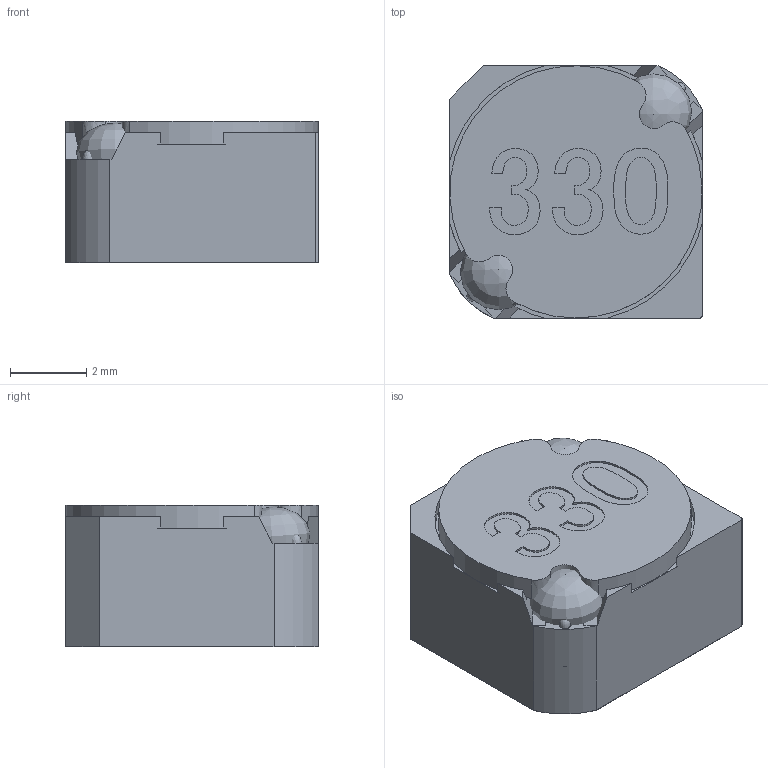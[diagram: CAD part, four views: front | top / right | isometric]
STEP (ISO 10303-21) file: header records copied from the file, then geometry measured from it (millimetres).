
FILE_DESCRIPTION( ('This file contains a STEP AP42 implementation' ,'as created by ZW3D STEP Interface translator.') ,'2;1' );
FILE_NAME( 'DH6038-F(330).stp' ,'14 925. 940 4', (''), ('ZWCAD Software Co.'), 'Version 1.0', 'ZW3D to STEP translator', '' );
FILE_SCHEMA( ('CONFIG_CONTROL_DESIGN') );
Length unit declared in the file: millimetre
Products named in the file (1): 0
Bounding box: 6.6 x 6.6 x 3.71 mm (x, y, z)
Volume: 101.4 mm3; surface area: 382.5 mm2
Topology: 6 solids, 10 shells, 186 faces, 507 edges, 332 vertices
Faces by surface type: bspline 186
Entity records: 6917 total; most frequent: CARTESIAN_POINT 3919, ORIENTED_EDGE 994, EDGE_CURVE 499, B_SPLINE_CURVE_WITH_KNOTS 413, VERTEX_POINT 332, EDGE_LOOP 193, FACE_OUTER_BOUND 186, ADVANCED_FACE 186
